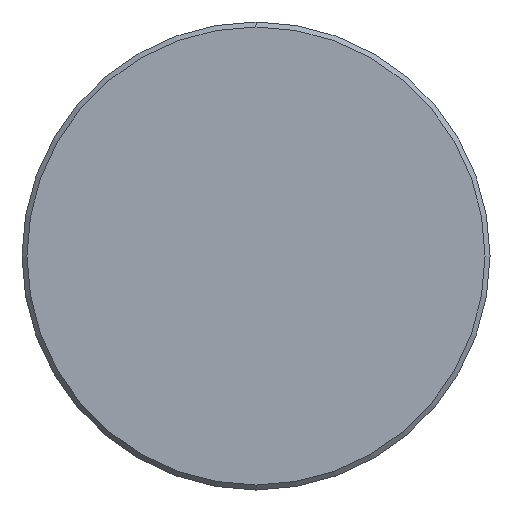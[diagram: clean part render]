
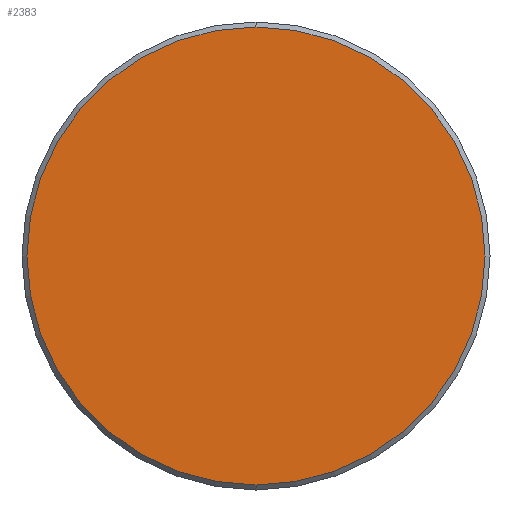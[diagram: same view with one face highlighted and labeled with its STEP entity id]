
A CAD part, left-side view. The second image highlights one B-rep face of the part: STEP entity #2383.
In plain terms, the highlighted planar face has unit normal (-1, 0, 0).
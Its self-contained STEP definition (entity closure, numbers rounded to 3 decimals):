
#173 = DIRECTION ( 'NONE',  ( 0., 0., -1. ) ) ;
#179 = DIRECTION ( 'NONE',  ( 1., 0., 0. ) ) ;
#195 = DIRECTION ( 'NONE',  ( -1., 0., 0. ) ) ;
#199 = PLANE ( 'NONE',  #2255 ) ;
#200 = CARTESIAN_POINT ( 'NONE',  ( -279., 0., 0. ) ) ;
#202 = CARTESIAN_POINT ( 'NONE',  ( -279., 47., 0. ) ) ;
#203 = DIRECTION ( 'NONE',  ( 0., 0., -1. ) ) ;
#456 = FACE_OUTER_BOUND ( 'NONE', #553, .T. ) ;
#458 = CIRCLE ( 'NONE', #2249, 46. ) ;
#553 = EDGE_LOOP ( 'NONE', ( #806, #814 ) ) ;
#722 = VERTEX_POINT ( 'NONE', #1361 ) ;
#735 = VERTEX_POINT ( 'NONE', #1378 ) ;
#806 = ORIENTED_EDGE ( 'NONE', *, *, #2374, .T. ) ;
#814 = ORIENTED_EDGE ( 'NONE', *, *, #2064, .T. ) ;
#1103 = CIRCLE ( 'NONE', #2193, 46. ) ;
#1361 = CARTESIAN_POINT ( 'NONE',  ( -279., 0., 46. ) ) ;
#1378 = CARTESIAN_POINT ( 'NONE',  ( -279., 0., -46. ) ) ;
#1489 = CARTESIAN_POINT ( 'NONE',  ( -279., 0., 0. ) ) ;
#1495 = DIRECTION ( 'NONE',  ( -1., 0., 0. ) ) ;
#1497 = DIRECTION ( 'NONE',  ( 0., 0., -1. ) ) ;
#2064 = EDGE_CURVE ( 'NONE', #722, #735, #1103, .T. ) ;
#2193 = AXIS2_PLACEMENT_3D ( 'NONE', #1489, #1495, #1497 ) ;
#2249 = AXIS2_PLACEMENT_3D ( 'NONE', #200, #195, #173 ) ;
#2255 = AXIS2_PLACEMENT_3D ( 'NONE', #202, #179, #203 ) ;
#2374 = EDGE_CURVE ( 'NONE', #735, #722, #458, .T. ) ;
#2383 = ADVANCED_FACE ( 'NONE', ( #456 ), #199, .F. ) ;
